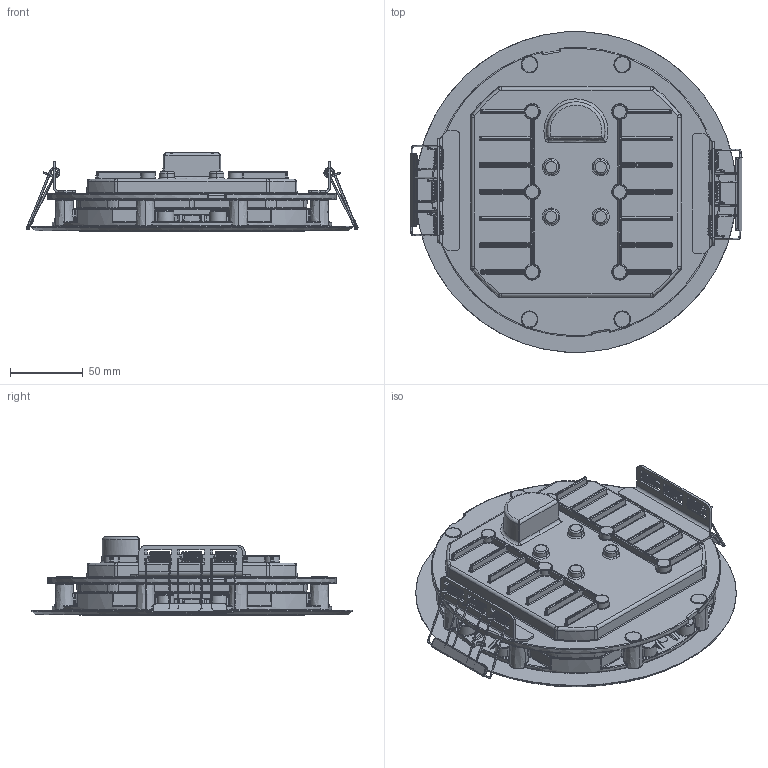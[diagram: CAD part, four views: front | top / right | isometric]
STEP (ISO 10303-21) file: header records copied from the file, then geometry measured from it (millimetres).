
FILE_DESCRIPTION(/* description */ (''),/* implementation_level */ '2;1');
FILE_NAME(/* name */ 'T4200700_EGO 220 DL FLAT TONDO',/* time_stamp */ '2018-02-02T15:10:11+01:00',/* author */ (''),/* organization */ (''),/* preprocessor_version */ 'ST-DEVELOPER v15',/* originating_system */ '',/* authorisation */ '');
FILE_SCHEMA (('CONFIG_CONTROL_DESIGN'));
Products named in the file (1): Document
Bounding box: 227.71 x 219.6 x 53.8 mm (x, y, z)
Volume: 226850.1 mm3; surface area: 257401.3 mm2
Topology: 9 solids, 24 shells, 2777 faces, 7061 edges, 4153 vertices
Faces by surface type: bspline 2387, plane 390
Entity records: 140464 total; most frequent: CARTESIAN_POINT 103962, ORIENTED_EDGE 13750, EDGE_CURVE 6924, VERTEX_POINT 4153, EDGE_LOOP 2822, ADVANCED_FACE 2772, FACE_OUTER_BOUND 2772, B_SPLINE_CURVE_WITH_KNOTS 1957
